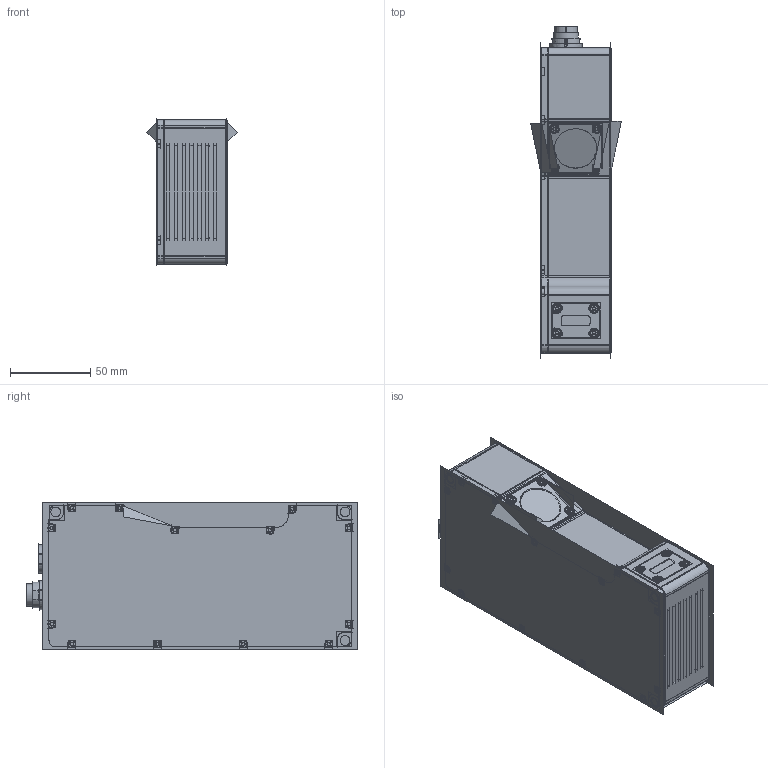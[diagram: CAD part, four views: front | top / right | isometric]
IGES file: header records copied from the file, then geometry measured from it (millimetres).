
Start section:  PTC IGES file: 213081.igs
Global section: file name: 213081.igs; native system: Creo Parametric by PTC Inc.; preprocessor: 2018300; author: pdmadmin; organization: Unknown; date: 20190911.142553; units: millimetre
Bounding box: 56.34 x 206.48 x 91.78 mm (x, y, z)
Surface area: 1249225.9 mm2
Topology: 1 solids, 1 shells, 3754 faces, 25854 edges, 37387 vertices
Faces by surface type: revolution 2210, bspline 1544
